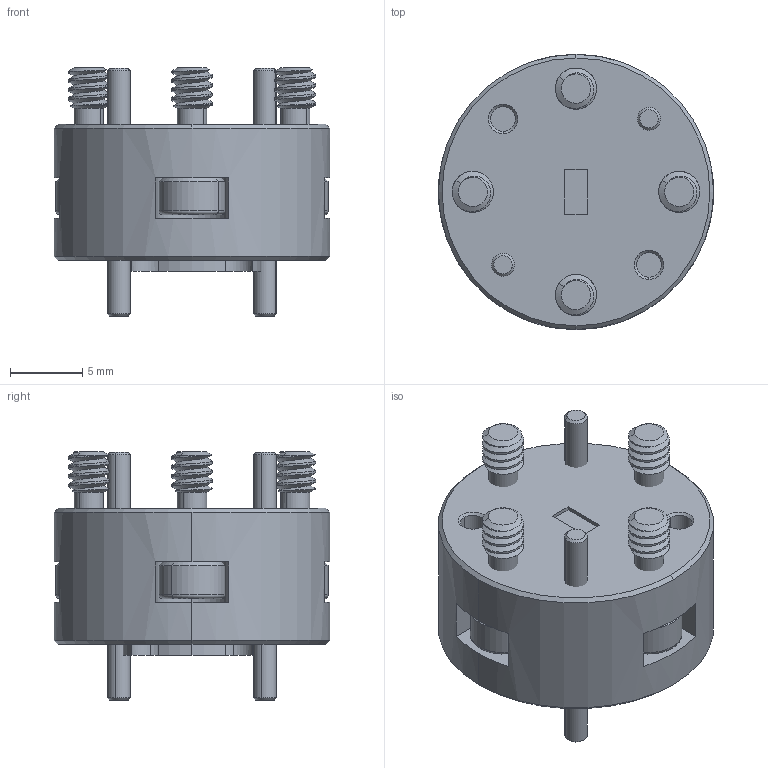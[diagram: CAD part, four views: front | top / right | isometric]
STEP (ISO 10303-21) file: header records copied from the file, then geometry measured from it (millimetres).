
FILE_DESCRIPTION (( 'STEP AP203' ), '1' );
FILE_NAME ('SWB-12090-TB-0.40.STEP', '2023-05-04T23:09:07', ( '' ), ( '' ), 'SwSTEP 2.0', 'SolidWorks 2021', '' );
FILE_SCHEMA (( 'CONFIG_CONTROL_DESIGN' ));
Length unit declared in the file: inch
Products named in the file (1): SWB-12090-TB-0.40
Bounding box: 19.05 x 19.05 x 17.18 mm (x, y, z)
Volume: 2658.1 mm3; surface area: 2488.7 mm2
Topology: 13 solids, 13 shells, 397 faces, 880 edges, 538 vertices
Faces by surface type: cylinder 144, plane 133, cone 104, torus 8, bspline 8
Entity records: 12575 total; most frequent: CARTESIAN_POINT 3976, DIRECTION 1794, ORIENTED_EDGE 1760, EDGE_CURVE 880, AXIS2_PLACEMENT_3D 704, VERTEX_POINT 538, EDGE_LOOP 434, ADVANCED_FACE 397
